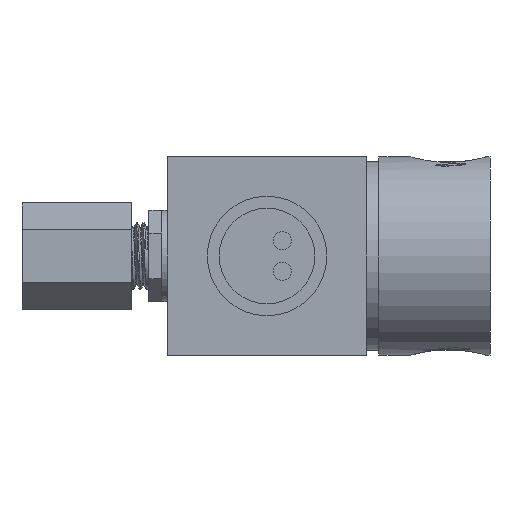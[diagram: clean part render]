
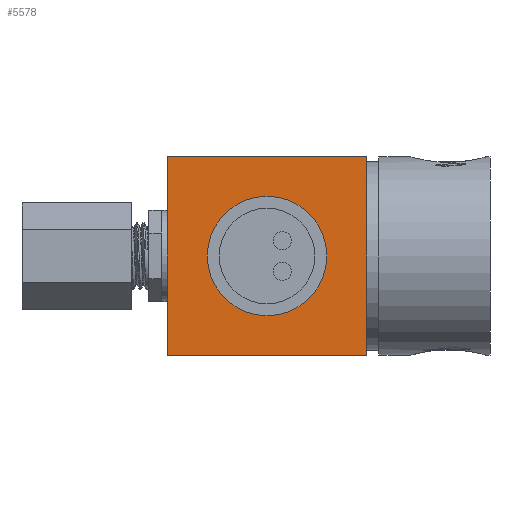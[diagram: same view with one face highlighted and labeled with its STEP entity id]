
A CAD part, left-side view. The second image highlights one B-rep face of the part: STEP entity #5578.
In plain terms, the highlighted planar face has unit normal (-1, 0, 0).
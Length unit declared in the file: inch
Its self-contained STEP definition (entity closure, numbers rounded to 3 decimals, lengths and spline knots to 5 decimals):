
#801 = CARTESIAN_POINT ( 'NONE',  ( -0.588, 0.44, 0. ) ) ;
#916 = DIRECTION ( 'NONE',  ( 0., 0., 1. ) ) ;
#2014 = CARTESIAN_POINT ( 'NONE',  ( -0.588, -2.51231, 0.81 ) ) ;
#2030 = EDGE_CURVE ( 'NONE', #20300, #11211, #25922, .T. ) ;
#2961 = EDGE_CURVE ( 'NONE', #27025, #6393, #19790, .T. ) ;
#3868 = CARTESIAN_POINT ( 'NONE',  ( -0.588, 1.2525, -0.81 ) ) ;
#4708 = CARTESIAN_POINT ( 'NONE',  ( -0.588, 0.44, 0. ) ) ;
#5560 = CARTESIAN_POINT ( 'NONE',  ( -0.588, -2.51231, -0.81 ) ) ;
#5578 = ADVANCED_FACE ( 'NONE', ( #16496, #24812 ), #26707, .T. ) ;
#5743 = AXIS2_PLACEMENT_3D ( 'NONE', #4708, #27536, #25306 ) ;
#5878 = AXIS2_PLACEMENT_3D ( 'NONE', #801, #16980, #28399 ) ;
#5953 = CARTESIAN_POINT ( 'NONE',  ( -0.588, 0.44, -0.4875 ) ) ;
#6250 = AXIS2_PLACEMENT_3D ( 'NONE', #12845, #12438, #916 ) ;
#6393 = VERTEX_POINT ( 'NONE', #22103 ) ;
#6471 = VECTOR ( 'NONE', #17481, 39.37008 ) ;
#7199 = ORIENTED_EDGE ( 'NONE', *, *, #2030, .F. ) ;
#8990 = CARTESIAN_POINT ( 'NONE',  ( -0.588, -0.3725, -0.81 ) ) ;
#9169 = EDGE_CURVE ( 'NONE', #11595, #12575, #10471, .T. ) ;
#9174 = VECTOR ( 'NONE', #25573, 39.37008 ) ;
#9402 = DIRECTION ( 'NONE',  ( 0., 1., 0. ) ) ;
#9914 = LINE ( 'NONE', #8990, #9174 ) ;
#10471 = LINE ( 'NONE', #5560, #6471 ) ;
#11211 = VERTEX_POINT ( 'NONE', #19251 ) ;
#11595 = VERTEX_POINT ( 'NONE', #19214 ) ;
#11830 = CIRCLE ( 'NONE', #5743, 0.4875 ) ;
#12091 = CARTESIAN_POINT ( 'NONE',  ( -0.588, -0.3725, 0.81 ) ) ;
#12219 = VECTOR ( 'NONE', #22355, 39.37008 ) ;
#12438 = DIRECTION ( 'NONE',  ( -1., 0., 0. ) ) ;
#12575 = VERTEX_POINT ( 'NONE', #29363 ) ;
#12845 = CARTESIAN_POINT ( 'NONE',  ( -0.588, -2.51231, -0.81 ) ) ;
#13162 = EDGE_CURVE ( 'NONE', #12575, #6393, #16190, .T. ) ;
#13607 = ORIENTED_EDGE ( 'NONE', *, *, #26603, .T. ) ;
#14361 = EDGE_CURVE ( 'NONE', #11211, #20300, #11830, .T. ) ;
#15124 = ORIENTED_EDGE ( 'NONE', *, *, #13162, .F. ) ;
#15311 = EDGE_LOOP ( 'NONE', ( #7199, #16927 ) ) ;
#16106 = ORIENTED_EDGE ( 'NONE', *, *, #2961, .T. ) ;
#16190 = LINE ( 'NONE', #3868, #12219 ) ;
#16496 = FACE_BOUND ( 'NONE', #15311, .T. ) ;
#16927 = ORIENTED_EDGE ( 'NONE', *, *, #14361, .F. ) ;
#16980 = DIRECTION ( 'NONE',  ( -1., 0., 0. ) ) ;
#17481 = DIRECTION ( 'NONE',  ( 0., 1., 0. ) ) ;
#19214 = CARTESIAN_POINT ( 'NONE',  ( -0.588, -0.3725, -0.81 ) ) ;
#19251 = CARTESIAN_POINT ( 'NONE',  ( -0.588, 0.44, 0.4875 ) ) ;
#19790 = LINE ( 'NONE', #2014, #27029 ) ;
#20300 = VERTEX_POINT ( 'NONE', #5953 ) ;
#20321 = ORIENTED_EDGE ( 'NONE', *, *, #9169, .F. ) ;
#22103 = CARTESIAN_POINT ( 'NONE',  ( -0.588, 1.2525, 0.81 ) ) ;
#22355 = DIRECTION ( 'NONE',  ( 0., 0., 1. ) ) ;
#24812 = FACE_OUTER_BOUND ( 'NONE', #28209, .T. ) ;
#25306 = DIRECTION ( 'NONE',  ( 0., 0., 1. ) ) ;
#25573 = DIRECTION ( 'NONE',  ( 0., 0., 1. ) ) ;
#25922 = CIRCLE ( 'NONE', #5878, 0.4875 ) ;
#26603 = EDGE_CURVE ( 'NONE', #11595, #27025, #9914, .T. ) ;
#26707 = PLANE ( 'NONE',  #6250 ) ;
#27025 = VERTEX_POINT ( 'NONE', #12091 ) ;
#27029 = VECTOR ( 'NONE', #9402, 39.37008 ) ;
#27536 = DIRECTION ( 'NONE',  ( -1., 0., 0. ) ) ;
#28209 = EDGE_LOOP ( 'NONE', ( #20321, #13607, #16106, #15124 ) ) ;
#28399 = DIRECTION ( 'NONE',  ( 0., 0., 1. ) ) ;
#29363 = CARTESIAN_POINT ( 'NONE',  ( -0.588, 1.2525, -0.81 ) ) ;
